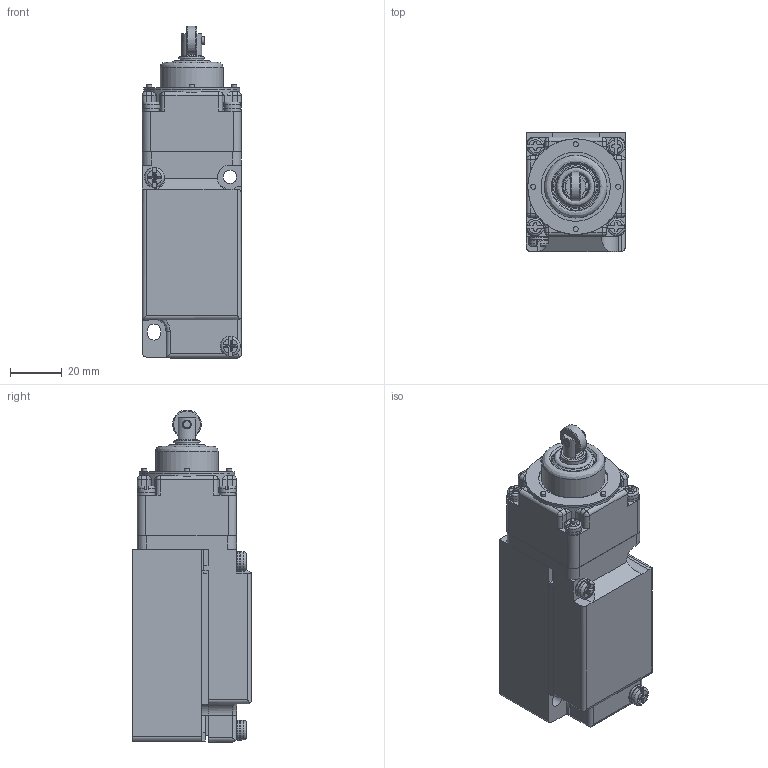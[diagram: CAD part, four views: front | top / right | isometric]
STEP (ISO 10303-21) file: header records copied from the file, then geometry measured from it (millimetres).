
FILE_DESCRIPTION (( 'STEP AP214' ), '1' );
FILE_NAME ('F25BTP3.STEP', '2019-08-12T11:54:18', ( '' ), ( '' ), 'SwSTEP 2.0', 'SolidWorks 2018', '' );
FILE_SCHEMA (( 'AUTOMOTIVE_DESIGN' ));
Length unit declared in the file: inch
Products named in the file (1): F25BTP3
Bounding box: 38.61 x 45.95 x 128.36 mm (x, y, z)
Volume: 163653.1 mm3; surface area: 48738.4 mm2
Topology: 16 solids, 16 shells, 652 faces, 1553 edges, 967 vertices
Faces by surface type: plane 260, cone 196, cylinder 143, bspline 51, torus 2
Full cylindrical faces by diameter (mm): 1.956 x12, 2.388 x3, 2.438 x1, 2.819 x1, 3.302 x2, 3.556 x4, 4.496 x4, 4.826 x4, 5.08 x3, 5.842 x2, 6.35 x6, 6.604 x4, 7.62 x2, 7.671 x2, 7.874 x6, 9.398 x1, 10.16 x1, 11.1 x1, 23.368 x1, 24.282 x1, 26.772 x2, 37.033 x3
Entity records: 22773 total; most frequent: CARTESIAN_POINT 8823, DIRECTION 2716, ORIENTED_EDGE 2708, EDGE_CURVE 1354, AXIS2_PLACEMENT_3D 1013, VERTEX_POINT 906, EDGE_LOOP 862, FACE_OUTER_BOUND 738
